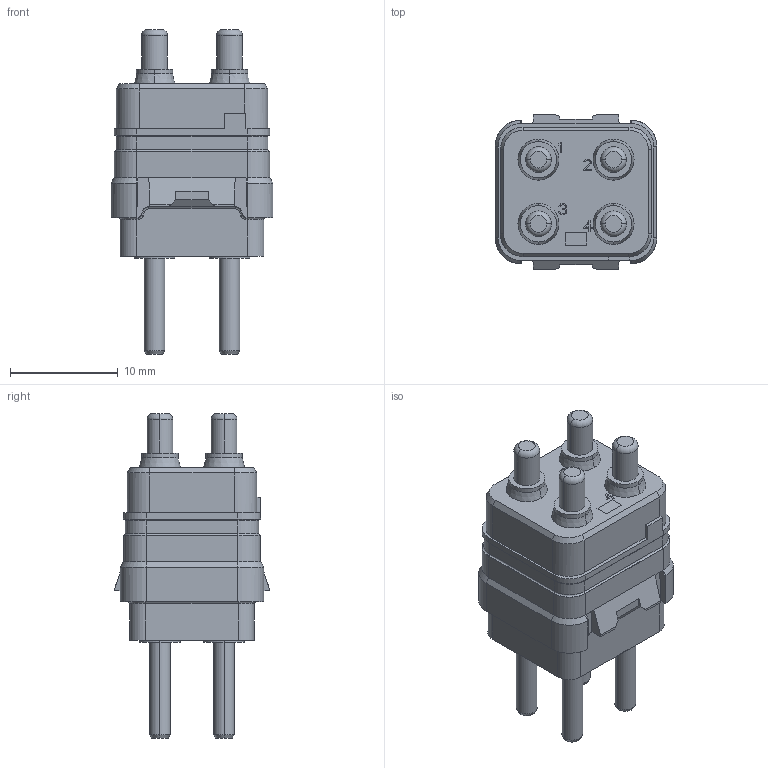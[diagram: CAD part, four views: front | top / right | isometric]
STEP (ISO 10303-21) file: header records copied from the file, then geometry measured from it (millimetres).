
FILE_DESCRIPTION((''),'2;1');
FILE_NAME('SIMM0412PNG','2019-12-19T',('presta_be4'),(''),'CREO PARAMETRIC BY PTC INC, 2018360','CREO PARAMETRIC BY PTC INC, 2018360','');
FILE_SCHEMA(('CONFIG_CONTROL_DESIGN'));
Length unit declared in the file: millimetre
Products named in the file (1): SIMM0412PNG
Bounding box: 15 x 14.3 x 30.1 mm (x, y, z)
Volume: 2945.7 mm3; surface area: 2008 mm2
Topology: 1 solids, 1 shells, 537 faces, 1402 edges, 896 vertices
Faces by surface type: plane 369, cylinder 100, cone 32, torus 28, bspline 8
Entity records: 16750 total; most frequent: CARTESIAN_POINT 3482, ORIENTED_EDGE 2804, DIRECTION 2641, EDGE_CURVE 1402, VECTOR 1109, LINE 1109, VERTEX_POINT 896, AXIS2_PLACEMENT_3D 766
